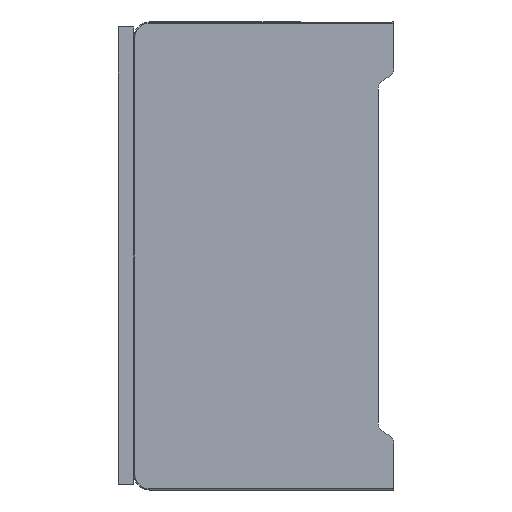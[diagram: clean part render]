
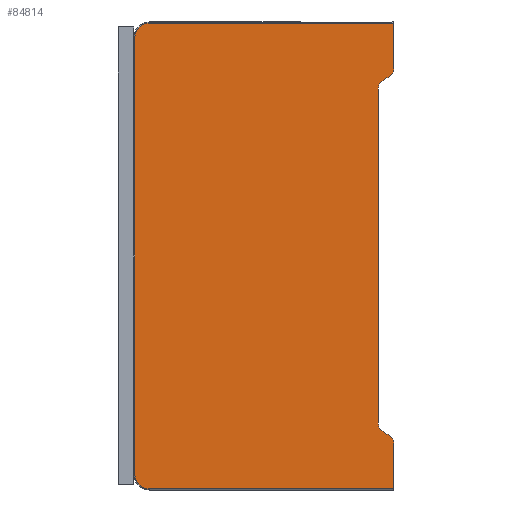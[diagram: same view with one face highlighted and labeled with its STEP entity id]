
A CAD part, left-side view. The second image highlights one B-rep face of the part: STEP entity #84814.
In plain terms, the highlighted planar face has unit normal (-1, 0, 0).
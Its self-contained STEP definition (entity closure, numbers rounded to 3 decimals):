
#8631=DIRECTION('',(0.,-1.,0.));
#8632=VECTOR('',#8631,47.);
#8633=CARTESIAN_POINT('',(0.,47.,
-89.8));
#8634=LINE('',#8633,#8632);
#8654=DIRECTION('',(0.,0.,-1.));
#8655=VECTOR('',#8654,84.);
#8656=CARTESIAN_POINT('',(0.,49.8,
-3.));
#8657=LINE('',#8656,#8655);
#32226=DIRECTION('',(0.,0.,1.));
#32227=VECTOR('',#32226,64.226);
#32228=CARTESIAN_POINT('',(0.,3.,-77.113));
#32229=LINE('',#32228,#32227);
#32268=DIRECTION('',(0.,-0.866,-0.5));
#32269=VECTOR('',#32268,1.309);
#32270=CARTESIAN_POINT('',(0.,2.,
-78.845));
#32271=LINE('',#32270,#32269);
#32272=CARTESIAN_POINT('',(0.,1.732,-81.));
#32273=DIRECTION('',(1.,0.,0.));
#32274=DIRECTION('',(0.,-0.5,0.866));
#32275=AXIS2_PLACEMENT_3D('',#32272,#32273,#32274);
#32277=DIRECTION('',(0.,0.,-1.));
#32278=VECTOR('',#32277,8.8);
#32279=CARTESIAN_POINT('',(0.,0.,-81.));
#32280=LINE('',#32279,#32278);
#32281=CARTESIAN_POINT('',(0.,47.,-87.));
#32282=DIRECTION('',(1.,0.,0.));
#32283=DIRECTION('',(0.,0.,-1.));
#32284=AXIS2_PLACEMENT_3D('',#32281,#32282,#32283);
#32286=CARTESIAN_POINT('',(0.,47.,-3.));
#32287=DIRECTION('',(1.,0.,0.));
#32288=DIRECTION('',(0.,1.,0.));
#32289=AXIS2_PLACEMENT_3D('',#32286,#32287,#32288);
#32291=DIRECTION('',(0.,0.,-1.));
#32292=VECTOR('',#32291,8.8);
#32293=CARTESIAN_POINT('',(0.,0.,-0.2));
#32294=LINE('',#32293,#32292);
#32295=CARTESIAN_POINT('',(0.,1.732,-9.));
#32296=DIRECTION('',(1.,0.,0.));
#32297=DIRECTION('',(0.,-1.,0.));
#32298=AXIS2_PLACEMENT_3D('',#32295,#32296,#32297);
#32300=DIRECTION('',(0.,0.866,-0.5));
#32301=VECTOR('',#32300,1.309);
#32302=CARTESIAN_POINT('',(0.,0.866,-10.5));
#32303=LINE('',#32302,#32301);
#32304=CARTESIAN_POINT('',(0.,1.,-12.887));
#32305=DIRECTION('',(-1.,0.,0.));
#32306=DIRECTION('',(0.,0.5,0.866));
#32307=AXIS2_PLACEMENT_3D('',#32304,#32305,#32306);
#32309=CARTESIAN_POINT('',(0.,1.,-77.113));
#32310=DIRECTION('',(-1.,0.,0.));
#32311=DIRECTION('',(0.,1.,0.));
#32312=AXIS2_PLACEMENT_3D('',#32309,#32310,#32311);
#32314=DIRECTION('',(0.,1.,0.));
#32315=VECTOR('',#32314,47.);
#32316=CARTESIAN_POINT('',(0.,0.,-0.2));
#32317=LINE('',#32316,#32315);
#37403=CARTESIAN_POINT('',(0.,0.,-9.));
#37405=VERTEX_POINT('',#37403);
#37407=CARTESIAN_POINT('',(0.,0.,-0.2));
#37408=VERTEX_POINT('',#37407);
#37410=CARTESIAN_POINT('',(0.,0.866,-10.5));
#37412=VERTEX_POINT('',#37410);
#37413=CARTESIAN_POINT('',(0.,2.,
-11.155));
#37415=VERTEX_POINT('',#37413);
#37418=CARTESIAN_POINT('',(0.,3.,-12.887));
#37420=VERTEX_POINT('',#37418);
#37423=CARTESIAN_POINT('',(0.,3.,-77.113));
#37424=VERTEX_POINT('',#37423);
#37451=CARTESIAN_POINT('',(0.,0.866,-79.5));
#37452=VERTEX_POINT('',#37451);
#37453=CARTESIAN_POINT('',(0.,2.,
-78.845));
#37454=VERTEX_POINT('',#37453);
#37455=CARTESIAN_POINT('',(0.,0.,-81.));
#37456=VERTEX_POINT('',#37455);
#37457=CARTESIAN_POINT('',(0.,0.,-89.8));
#37458=VERTEX_POINT('',#37457);
#37459=CARTESIAN_POINT('',(0.,47.,-89.8));
#37460=VERTEX_POINT('',#37459);
#37461=CARTESIAN_POINT('',(0.,49.8,-87.));
#37462=VERTEX_POINT('',#37461);
#37463=CARTESIAN_POINT('',(0.,49.8,-3.));
#37464=VERTEX_POINT('',#37463);
#37465=CARTESIAN_POINT('',(0.,47.,-0.2));
#37466=VERTEX_POINT('',#37465);
#84792=CARTESIAN_POINT('',(0.,24.9,-45.));
#84793=DIRECTION('',(1.,0.,0.));
#84794=DIRECTION('',(0.,0.,1.));
#84795=AXIS2_PLACEMENT_3D('',#84792,#84793,#84794);
#84796=PLANE('',#84795);
#84797=ORIENTED_EDGE('',*,*,#49630,.T.);
#84798=ORIENTED_EDGE('',*,*,#49645,.T.);
#84799=ORIENTED_EDGE('',*,*,#49664,.T.);
#84800=ORIENTED_EDGE('',*,*,#49716,.F.);
#84801=ORIENTED_EDGE('',*,*,#49729,.T.);
#84802=ORIENTED_EDGE('',*,*,#49743,.F.);
#84803=ORIENTED_EDGE('',*,*,#49758,.T.);
#84805=ORIENTED_EDGE('',*,*,#84804,.F.);
#84806=ORIENTED_EDGE('',*,*,#84695,.T.);
#84807=ORIENTED_EDGE('',*,*,#84712,.T.);
#84808=ORIENTED_EDGE('',*,*,#84726,.T.);
#84809=ORIENTED_EDGE('',*,*,#84740,.T.);
#84810=ORIENTED_EDGE('',*,*,#84756,.F.);
#84811=ORIENTED_EDGE('',*,*,#84785,.T.);
#84812=EDGE_LOOP('',(#84797,#84798,#84799,#84800,#84801,#84802,#84803,#84805,
#84806,#84807,#84808,#84809,#84810,#84811));
#84813=FACE_OUTER_BOUND('',#84812,.F.);
#32276=CIRCLE('',#32275,1.732);
#32285=CIRCLE('',#32284,2.8);
#32290=CIRCLE('',#32289,2.8);
#32299=CIRCLE('',#32298,1.732);
#32308=CIRCLE('',#32307,2.);
#32313=CIRCLE('',#32312,2.);
#49630=EDGE_CURVE('',#37454,#37452,#32271,.T.);
#49645=EDGE_CURVE('',#37452,#37456,#32276,.T.);
#49664=EDGE_CURVE('',#37456,#37458,#32280,.T.);
#49716=EDGE_CURVE('',#37460,#37458,#8634,.T.);
#49729=EDGE_CURVE('',#37460,#37462,#32285,.T.);
#49743=EDGE_CURVE('',#37464,#37462,#8657,.T.);
#49758=EDGE_CURVE('',#37464,#37466,#32290,.T.);
#84695=EDGE_CURVE('',#37408,#37405,#32294,.T.);
#84712=EDGE_CURVE('',#37405,#37412,#32299,.T.);
#84726=EDGE_CURVE('',#37412,#37415,#32303,.T.);
#84740=EDGE_CURVE('',#37415,#37420,#32308,.T.);
#84756=EDGE_CURVE('',#37424,#37420,#32229,.T.);
#84785=EDGE_CURVE('',#37424,#37454,#32313,.T.);
#84804=EDGE_CURVE('',#37408,#37466,#32317,.T.);
#84814=ADVANCED_FACE('',(#84813),#84796,.F.);
